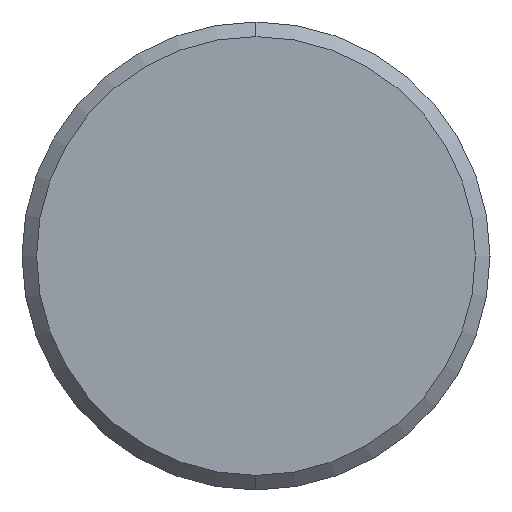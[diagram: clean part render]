
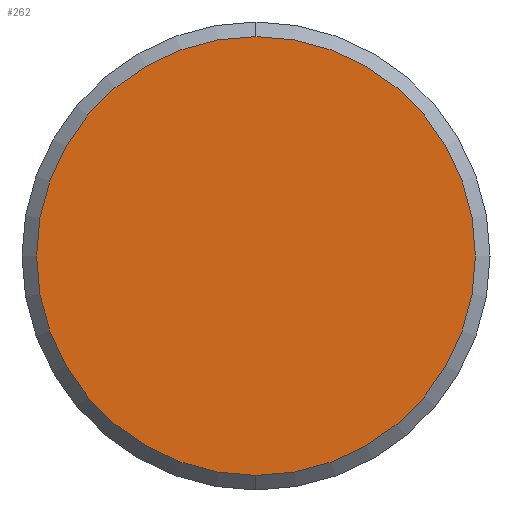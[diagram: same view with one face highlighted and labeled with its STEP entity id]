
A CAD part, left-side view. The second image highlights one B-rep face of the part: STEP entity #262.
In plain terms, the highlighted face is planar.
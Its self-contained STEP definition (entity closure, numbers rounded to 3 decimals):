
#157=CARTESIAN_POINT('',(0.,0.,0.));
#158=DIRECTION('',(0.,0.,1.));
#159=DIRECTION('',(-1.,0.,0.));
#160=AXIS2_PLACEMENT_3D('',#157,#158,#159);
#165=CARTESIAN_POINT('',(0.,0.,0.));
#166=DIRECTION('',(0.,0.,-1.));
#167=DIRECTION('',(-1.,0.,0.));
#168=AXIS2_PLACEMENT_3D('',#165,#166,#167);
#174=CARTESIAN_POINT('',(-3.75,0.,0.));
#176=VERTEX_POINT('',#174);
#178=CARTESIAN_POINT('',(3.75,0.,0.));
#180=VERTEX_POINT('',#178);
#253=CARTESIAN_POINT('',(0.,0.,0.));
#254=DIRECTION('',(0.,0.,-1.));
#255=DIRECTION('',(1.,0.,0.));
#256=AXIS2_PLACEMENT_3D('',#253,#254,#255);
#257=PLANE('',#256);
#258=ORIENTED_EDGE('',*,*,#246,.F.);
#259=ORIENTED_EDGE('',*,*,#235,.T.);
#260=EDGE_LOOP('',(#258,#259));
#261=FACE_OUTER_BOUND('',#260,.F.);
#161=CIRCLE('',#160,3.75);
#169=CIRCLE('',#168,3.75);
#235=EDGE_CURVE('',#176,#180,#169,.T.);
#246=EDGE_CURVE('',#176,#180,#161,.T.);
#262=ADVANCED_FACE('',(#261),#257,.F.);
